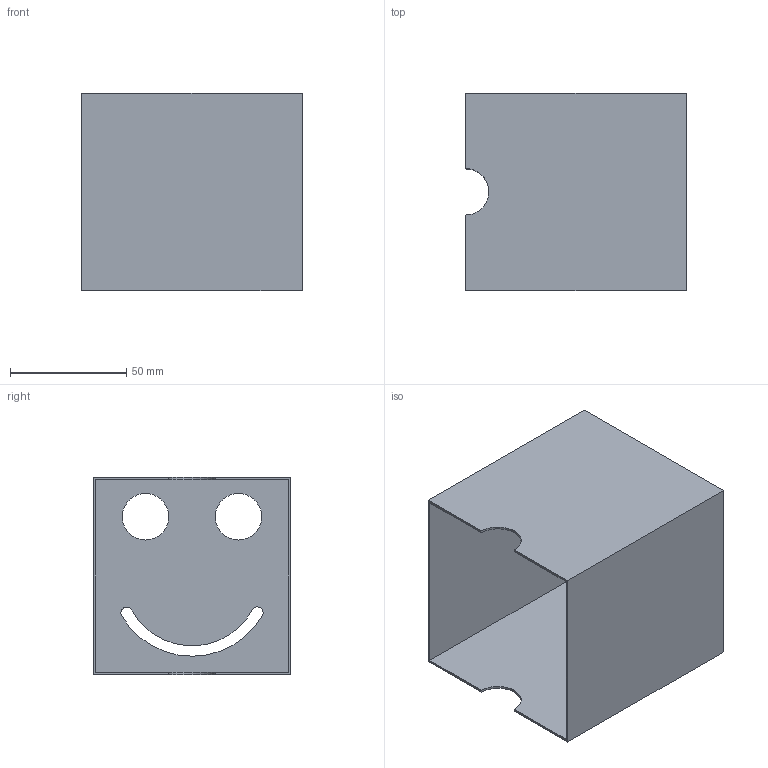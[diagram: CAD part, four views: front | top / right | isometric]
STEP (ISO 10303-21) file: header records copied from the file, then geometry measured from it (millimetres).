
FILE_DESCRIPTION(('FreeCAD Model'),'2;1');
FILE_NAME('verde.step','2020-10-03T12:18:18',('Author'),(''), 'Open CASCADE STEP processor 7.3','FreeCAD','Unknown');
FILE_SCHEMA(('AUTOMOTIVE_DESIGN { 1 0 10303 214 1 1 1 1 }'));
Length unit declared in the file: millimetre
Products named in the file (1): verde-e
Bounding box: 95 x 84.9 x 84.97 mm (x, y, z)
Volume: 36947.1 mm3; surface area: 75643.5 mm2
Topology: 1 solids, 1 shells, 22 faces, 59 edges, 39 vertices
Faces by surface type: plane 14, cylinder 8
Full cylindrical faces by diameter (mm): 20 x2
Entity records: 1529 total; most frequent: CARTESIAN_POINT 327, DIRECTION 221, LINE 141, VECTOR 141, ORIENTED_EDGE 118, PCURVE 118, DEFINITIONAL_REPRESENTATION 118, EDGE_CURVE 59
